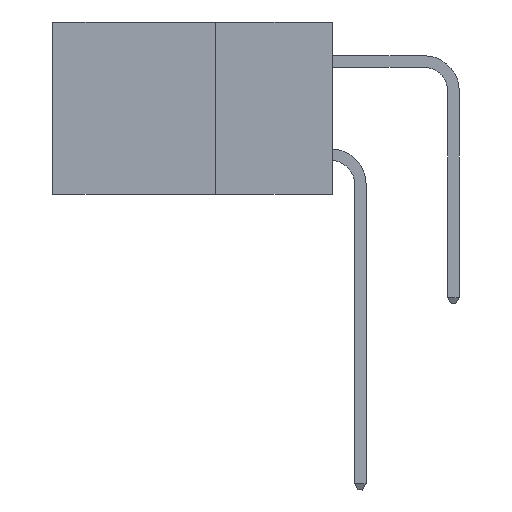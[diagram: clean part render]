
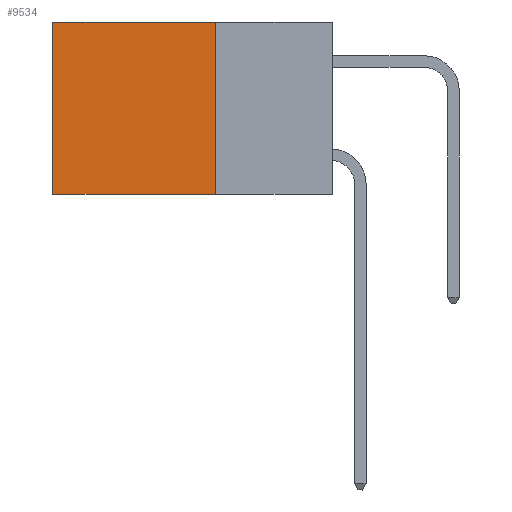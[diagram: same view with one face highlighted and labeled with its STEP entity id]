
A CAD part, left-side view. The second image highlights one B-rep face of the part: STEP entity #9534.
In plain terms, the highlighted planar face has unit normal (-1, 0, 0).
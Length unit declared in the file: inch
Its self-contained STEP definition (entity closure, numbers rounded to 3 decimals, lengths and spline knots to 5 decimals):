
#280 = AXIS2_PLACEMENT_3D ( 'NONE', #13340, #16232, #14742 ) ;
#1965 = VERTEX_POINT ( 'NONE', #11970 ) ;
#2436 = CARTESIAN_POINT ( 'NONE',  ( 0.298, 0.25, -0.37 ) ) ;
#2525 = ORIENTED_EDGE ( 'NONE', *, *, #10398, .T. ) ;
#2526 = VERTEX_POINT ( 'NONE', #4476 ) ;
#2834 = CARTESIAN_POINT ( 'NONE',  ( 0.298, 0.25, 0. ) ) ;
#3119 = EDGE_CURVE ( 'NONE', #4160, #1965, #10083, .T. ) ;
#3415 = CARTESIAN_POINT ( 'NONE',  ( 0.298, 0.25, 0. ) ) ;
#3614 = PLANE ( 'NONE',  #280 ) ;
#4160 = VERTEX_POINT ( 'NONE', #18084 ) ;
#4476 = CARTESIAN_POINT ( 'NONE',  ( 0.298, 0.6, -0.37 ) ) ;
#4812 = ORIENTED_EDGE ( 'NONE', *, *, #11234, .T. ) ;
#4909 = DIRECTION ( 'NONE',  ( 0., 0., -1. ) ) ;
#6887 = DIRECTION ( 'NONE',  ( 0., 1., 0. ) ) ;
#6889 = VECTOR ( 'NONE', #4909, 39.37008 ) ;
#7148 = FACE_OUTER_BOUND ( 'NONE', #7896, .T. ) ;
#7895 = CARTESIAN_POINT ( 'NONE',  ( 0.298, 0.6, 0. ) ) ;
#7896 = EDGE_LOOP ( 'NONE', ( #2525, #15582, #17975, #4812 ) ) ;
#9534 = ADVANCED_FACE ( 'NONE', ( #7148 ), #3614, .F. ) ;
#9596 = VECTOR ( 'NONE', #12252, 39.37008 ) ;
#9736 = LINE ( 'NONE', #7895, #6889 ) ;
#10083 = LINE ( 'NONE', #3415, #10504 ) ;
#10398 = EDGE_CURVE ( 'NONE', #11190, #2526, #9736, .T. ) ;
#10504 = VECTOR ( 'NONE', #14583, 39.37008 ) ;
#11190 = VERTEX_POINT ( 'NONE', #14035 ) ;
#11234 = EDGE_CURVE ( 'NONE', #4160, #11190, #11668, .T. ) ;
#11668 = LINE ( 'NONE', #2834, #15614 ) ;
#11970 = CARTESIAN_POINT ( 'NONE',  ( 0.298, 0.25, -0.37 ) ) ;
#12252 = DIRECTION ( 'NONE',  ( 0., 1., 0. ) ) ;
#13300 = LINE ( 'NONE', #2436, #9596 ) ;
#13340 = CARTESIAN_POINT ( 'NONE',  ( 0.298, 0.25, 0. ) ) ;
#14035 = CARTESIAN_POINT ( 'NONE',  ( 0.298, 0.6, 0. ) ) ;
#14583 = DIRECTION ( 'NONE',  ( 0., 0., -1. ) ) ;
#14742 = DIRECTION ( 'NONE',  ( 0., 0., -1. ) ) ;
#15582 = ORIENTED_EDGE ( 'NONE', *, *, #15873, .F. ) ;
#15614 = VECTOR ( 'NONE', #6887, 39.37008 ) ;
#15873 = EDGE_CURVE ( 'NONE', #1965, #2526, #13300, .T. ) ;
#16232 = DIRECTION ( 'NONE',  ( 1., 0., 0. ) ) ;
#17975 = ORIENTED_EDGE ( 'NONE', *, *, #3119, .F. ) ;
#18084 = CARTESIAN_POINT ( 'NONE',  ( 0.298, 0.25, 0. ) ) ;
